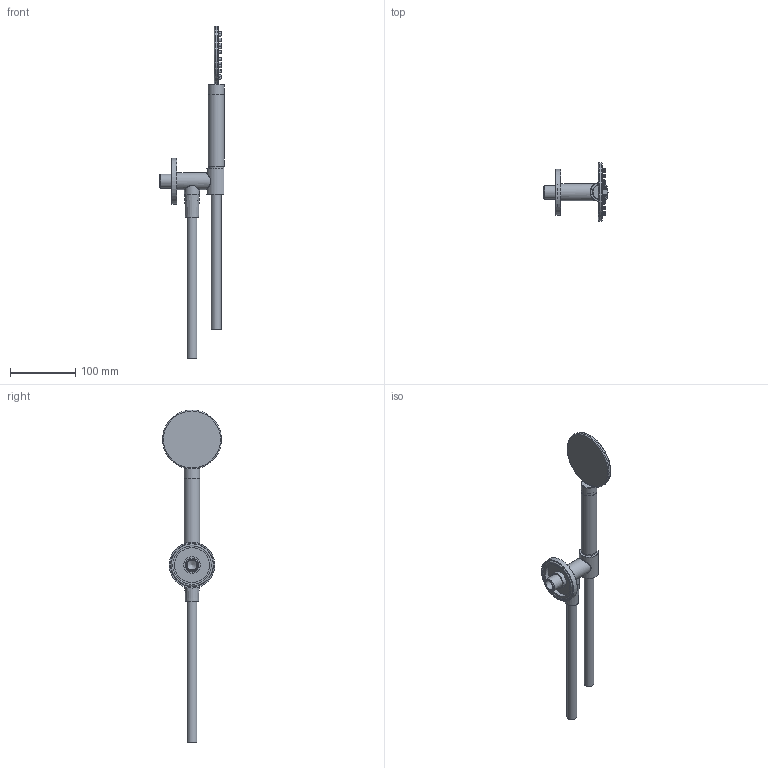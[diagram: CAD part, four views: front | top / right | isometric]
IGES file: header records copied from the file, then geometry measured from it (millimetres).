
Start section: C
Global section: file name: M442-00 r1.igs; native system: By Siemens PLM Incorporated; preprocessor: XPlus GENERIC/IGES 21.0.46; author: Author; organization: Title; date: 20180111.103639; units: millimetre
Bounding box: 98 x 90 x 507.38 mm (x, y, z)
Volume: 220327 mm3; surface area: 112276.7 mm2
Topology: 53 solids, 53 shells, 693 faces, 1403 edges, 914 vertices
Faces by surface type: plane 267, cylinder 229, torus 110, cone 69, bspline 14, sphere 4
Full cylindrical faces by diameter (mm): 1.3 x40, 2.5 x1, 2.8 x1, 3.3 x80, 4.134 x2, 4.8 x1, 5 x42, 5.5 x1, 6 x1, 7.4 x1, 9.2 x2, 9.8 x1, 10 x2, 12 x1, 13.5 x1, 13.7 x1, 14.7 x1, 14.8 x2, 15 x4, 15.2 x1, 16.5 x2, 17 x1, 19.3 x1, 19.6 x2, 19.8 x1, 20.5 x1, 20.955 x3, 21 x1, 22 x1, 22.1 x1
